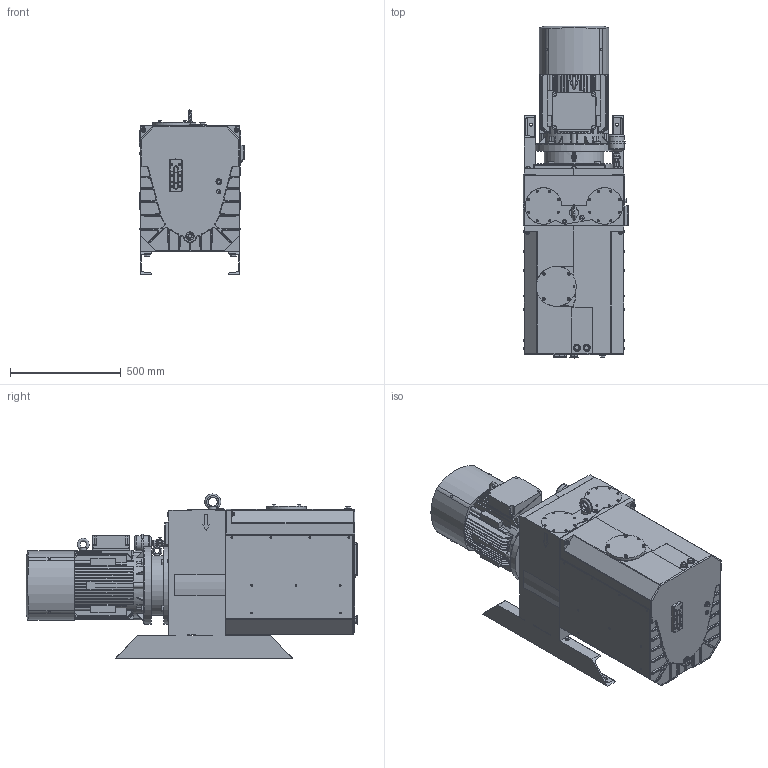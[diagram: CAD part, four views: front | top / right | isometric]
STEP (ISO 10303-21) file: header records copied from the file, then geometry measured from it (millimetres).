
FILE_DESCRIPTION((''),'2;1');
FILE_NAME('PK900442.stp','2013-02-05T13:36:42',('USLEBER'),(''),'Autodesk Inventor 2009','Autodesk Inventor 2009','');
FILE_SCHEMA(('CONFIG_CONTROL_DESIGN'));
Length unit declared in the file: millimetre
Products named in the file (1): PK900442 Schreibgeschützt
Bounding box: 476.94 x 1497.95 x 741 mm (x, y, z)
Volume: 260717736.1 mm3; surface area: 4285283.3 mm2
Topology: 1 solids, 9 shells, 2713 faces, 6975 edges, 4434 vertices
Faces by surface type: plane 1492, cylinder 489, cone 320, bspline 280, torus 123, sphere 9
Full cylindrical faces by diameter (mm): 2.5 x4, 6.8 x8, 7.6 x18, 10 x10, 13 x9, 14 x2, 14.63 x7, 15 x5, 16 x4, 19 x3, 20 x3, 20.96 x1, 22 x1, 22.49 x4, 24 x2, 25 x1, 26 x2, 26.5 x1, 30 x1, 31.3 x1, 32 x2, 38 x1, 39 x1, 40 x1, 48 x2, 50 x1, 61 x1, 70 x2, 81 x1, 180 x1
Entity records: 94092 total; most frequent: CARTESIAN_POINT 30433, ORIENTED_EDGE 13112, DIRECTION 12007, EDGE_CURVE 6556, VERTEX_POINT 4313, AXIS2_PLACEMENT_3D 4232, VECTOR 3543, LINE 3543
